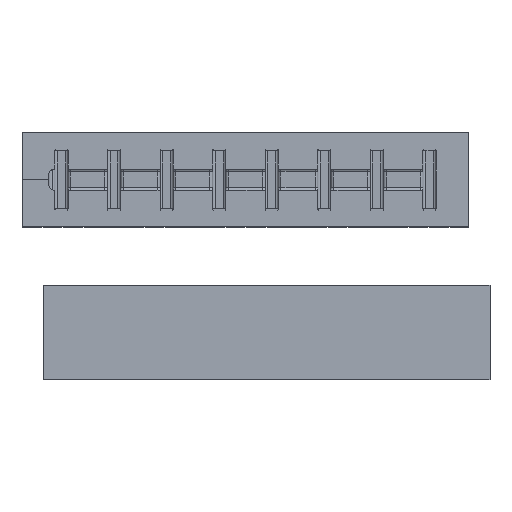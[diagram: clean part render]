
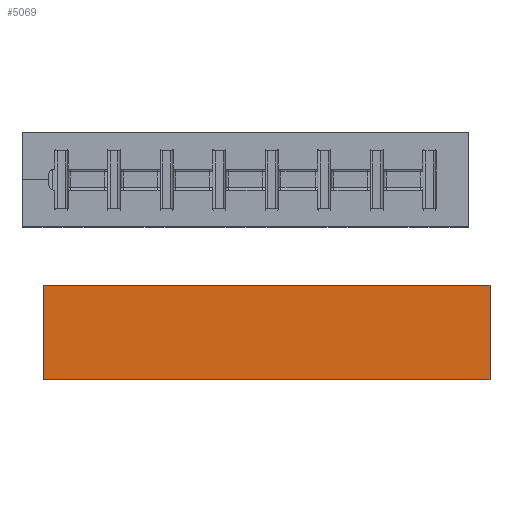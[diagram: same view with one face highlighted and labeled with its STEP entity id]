
A CAD part, top view. The second image highlights one B-rep face of the part: STEP entity #5069.
In plain terms, the highlighted planar face has unit normal (0, 0, 1).
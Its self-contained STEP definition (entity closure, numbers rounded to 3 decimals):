
#555=FACE_OUTER_BOUND('',#874,.T.);
#874=EDGE_LOOP('',(#3392,#3393,#3394,#3395));
#1191=LINE('',#7705,#1654);
#1194=LINE('',#7711,#1657);
#1197=LINE('',#7717,#1660);
#1200=LINE('',#7721,#1663);
#1654=VECTOR('',#6016,10.);
#1657=VECTOR('',#6021,10.);
#1660=VECTOR('',#6026,10.);
#1663=VECTOR('',#6031,10.);
#2117=VERTEX_POINT('',#7702);
#2118=VERTEX_POINT('',#7704);
#2120=VERTEX_POINT('',#7710);
#2122=VERTEX_POINT('',#7716);
#2589=EDGE_CURVE('',#2118,#2117,#1191,.T.);
#2592=EDGE_CURVE('',#2120,#2118,#1194,.T.);
#2595=EDGE_CURVE('',#2122,#2120,#1197,.T.);
#2598=EDGE_CURVE('',#2117,#2122,#1200,.T.);
#3392=ORIENTED_EDGE('',*,*,#2598,.T.);
#3393=ORIENTED_EDGE('',*,*,#2595,.T.);
#3394=ORIENTED_EDGE('',*,*,#2592,.T.);
#3395=ORIENTED_EDGE('',*,*,#2589,.T.);
#4958=PLANE('',#5403);
#5069=ADVANCED_FACE('',(#555),#4958,.T.);
#5403=AXIS2_PLACEMENT_3D('',#7722,#6032,#6033);
#6016=DIRECTION('',(0.,-1.,0.));
#6021=DIRECTION('',(-1.,0.,0.));
#6026=DIRECTION('',(0.,1.,0.));
#6031=DIRECTION('',(1.,0.,0.));
#6032=DIRECTION('center_axis',(0.,0.,1.));
#6033=DIRECTION('ref_axis',(1.,0.,0.));
#7702=CARTESIAN_POINT('',(-40.,-38.,3.));
#7704=CARTESIAN_POINT('',(-40.,-20.,3.));
#7705=CARTESIAN_POINT('',(-40.,-38.,3.));
#7710=CARTESIAN_POINT('',(45.,-20.,3.));
#7711=CARTESIAN_POINT('',(-40.,-20.,3.));
#7716=CARTESIAN_POINT('',(45.,-38.,3.));
#7717=CARTESIAN_POINT('',(45.,-20.,3.));
#7721=CARTESIAN_POINT('',(45.,-38.,3.));
#7722=CARTESIAN_POINT('Origin',(2.5,-29.,3.));
